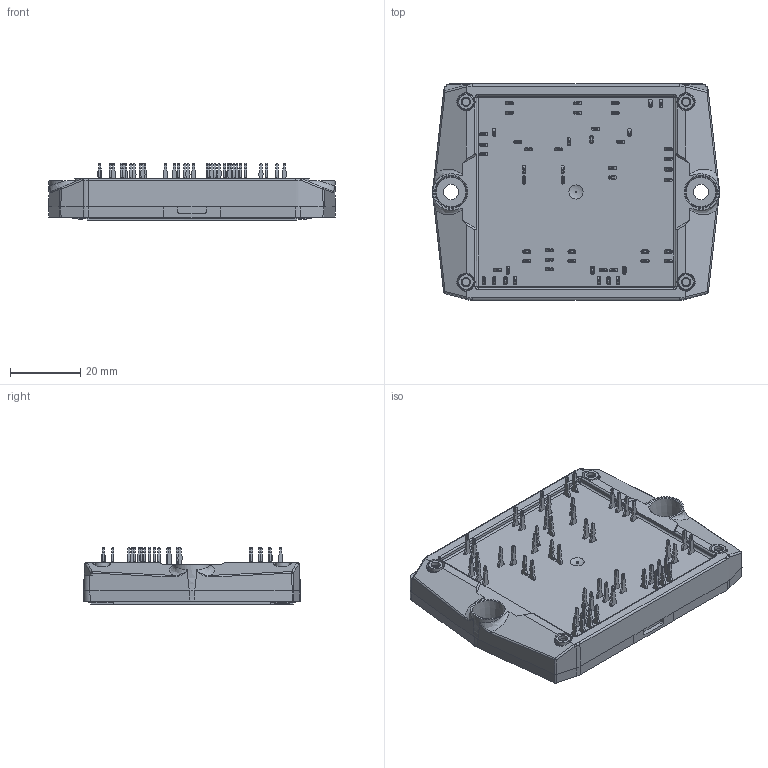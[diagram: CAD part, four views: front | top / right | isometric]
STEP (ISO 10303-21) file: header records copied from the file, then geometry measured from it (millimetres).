
FILE_DESCRIPTION(/* description */ ('Unknown'),/* implementation_level */ '2;1');
FILE_NAME(/* name */ 'FlowS3-4T120T-LU10(540)-01-OL',/* time_stamp */ '2020-07-30T14:47:12+02:00',/* author */ ('Unknown'),/* organization */ ('Unknown'),/* preprocessor_version */ 'ST-DEVELOPER v16.7',/* originating_system */ 'Solid Edge',/* authorisation */ 'Unknown');
FILE_SCHEMA (('AUTOMOTIVE_DESIGN {1 0 10303 214 3 1 1}'));
Products named in the file (1): FlowS3-4T120T-LU10-OL
Bounding box: 81.54 x 61.55 x 16.43 mm (x, y, z)
Volume: 44892.6 mm3; surface area: 19995.2 mm2
Topology: 1 solids, 1 shells, 2612 faces, 7206 edges, 4748 vertices
Faces by surface type: plane 1350, cylinder 906, cone 186, bspline 153, torus 9, sphere 8
Full cylindrical faces by diameter (mm): 0.5 x1, 2.609 x4, 4 x1, 4.082 x4, 4.4 x2, 10.4 x2
Entity records: 107836 total; most frequent: CARTESIAN_POINT 23258, ORIENTED_EDGE 14244, DIRECTION 13414, EDGE_CURVE 7122, VERTEX_POINT 4720, AXIS2_PLACEMENT_3D 4616, LINE 4182, VECTOR 4182
